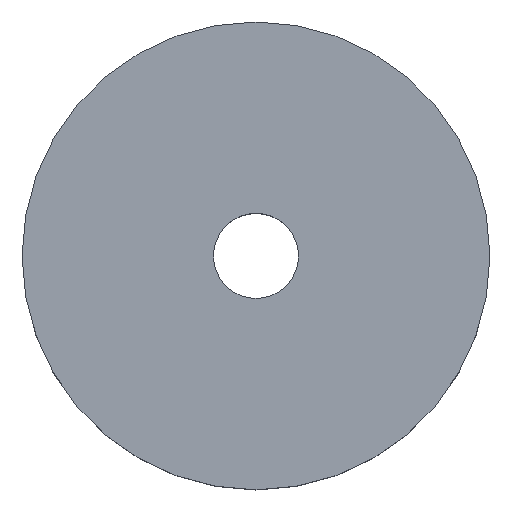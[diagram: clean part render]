
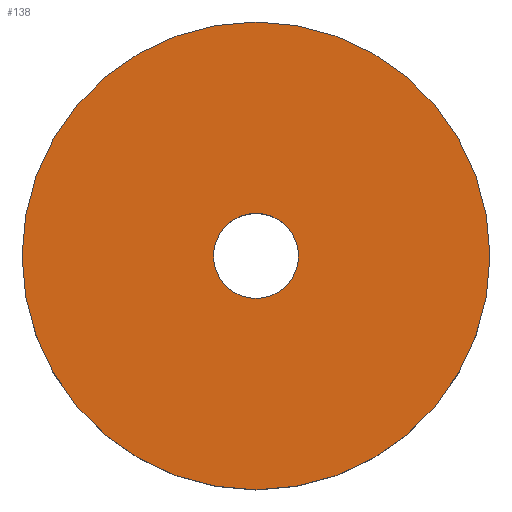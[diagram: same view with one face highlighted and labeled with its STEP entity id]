
A CAD part, top view. The second image highlights one B-rep face of the part: STEP entity #138.
In plain terms, the highlighted planar face has unit normal (0, 0, 1).
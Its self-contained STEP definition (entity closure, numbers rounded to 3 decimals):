
#16=PLANE('',#166);
#21=FACE_BOUND('',#49,.T.);
#25=CIRCLE('',#159,2.5);
#29=CIRCLE('',#165,13.75);
#37=FACE_OUTER_BOUND('',#48,.T.);
#48=EDGE_LOOP('',(#114));
#49=EDGE_LOOP('',(#115));
#73=VERTEX_POINT('',#292);
#77=VERTEX_POINT('',#303);
#85=EDGE_CURVE('',#73,#73,#25,.T.);
#90=EDGE_CURVE('',#77,#77,#29,.T.);
#114=ORIENTED_EDGE('',*,*,#90,.T.);
#115=ORIENTED_EDGE('',*,*,#85,.T.);
#138=ADVANCED_FACE('',(#37,#21),#16,.T.);
#159=AXIS2_PLACEMENT_3D('',#293,#181,#182);
#165=AXIS2_PLACEMENT_3D('',#304,#194,#195);
#166=AXIS2_PLACEMENT_3D('',#306,#197,#198);
#181=DIRECTION('center_axis',(0.,0.,-1.));
#182=DIRECTION('ref_axis',(-1.,0.,0.));
#194=DIRECTION('center_axis',(0.,0.,1.));
#195=DIRECTION('ref_axis',(-1.,0.,0.));
#197=DIRECTION('center_axis',(0.,0.,1.));
#198=DIRECTION('ref_axis',(-1.,0.,0.));
#292=CARTESIAN_POINT('',(2.5,0.,6.));
#293=CARTESIAN_POINT('Origin',(0.,0.,6.));
#303=CARTESIAN_POINT('',(13.75,0.,6.));
#304=CARTESIAN_POINT('Origin',(0.,0.,6.));
#306=CARTESIAN_POINT('Origin',(0.,0.,6.));
